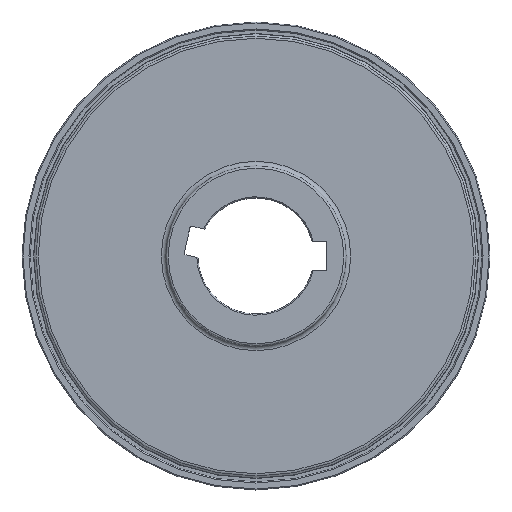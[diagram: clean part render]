
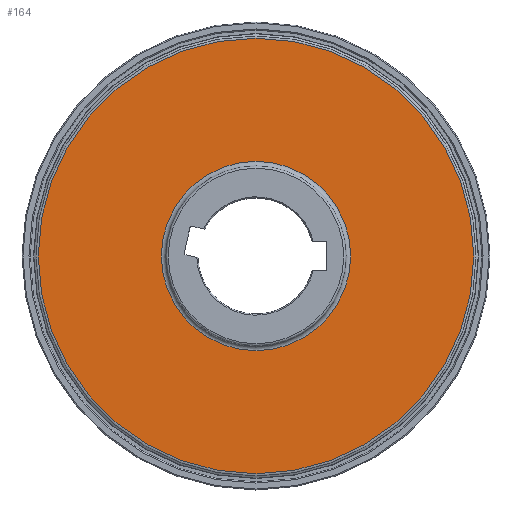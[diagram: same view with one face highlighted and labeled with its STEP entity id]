
A CAD part, top view. The second image highlights one B-rep face of the part: STEP entity #164.
In plain terms, the highlighted planar face has unit normal (0, 0, 1).
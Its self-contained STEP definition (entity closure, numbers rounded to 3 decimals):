
#63=PLANE('',#770);
#109=FACE_BOUND('',#255,.T.);
#110=FACE_BOUND('',#256,.T.);
#164=ADVANCED_FACE('',(#109,#110),#63,.T.);
#255=EDGE_LOOP('',(#391));
#256=EDGE_LOOP('',(#392));
#327=CIRCLE('',#768,94.556);
#328=CIRCLE('',#769,41.1);
#391=ORIENTED_EDGE('',*,*,#603,.T.);
#392=ORIENTED_EDGE('',*,*,#604,.F.);
#539=VERTEX_POINT('',#1122);
#540=VERTEX_POINT('',#1124);
#603=EDGE_CURVE('',#539,#539,#327,.T.);
#604=EDGE_CURVE('',#540,#540,#328,.T.);
#768=AXIS2_PLACEMENT_3D('',#1121,#910,#911);
#769=AXIS2_PLACEMENT_3D('',#1123,#912,#913);
#770=AXIS2_PLACEMENT_3D('',#1125,#914,#915);
#910=DIRECTION('',(0.,0.,1.));
#911=DIRECTION('',(0.,1.,0.));
#912=DIRECTION('',(0.,0.,1.));
#913=DIRECTION('',(1.,0.,0.));
#914=DIRECTION('',(0.,0.,1.));
#915=DIRECTION('',(0.,1.,0.));
#1121=CARTESIAN_POINT('',(0.,0.,-4.41));
#1122=CARTESIAN_POINT('',(0.,94.556,-4.41));
#1123=CARTESIAN_POINT('',(0.,0.,-4.41));
#1124=CARTESIAN_POINT('',(0.,41.1,-4.41));
#1125=CARTESIAN_POINT('',(0.,41.219,-4.41));
